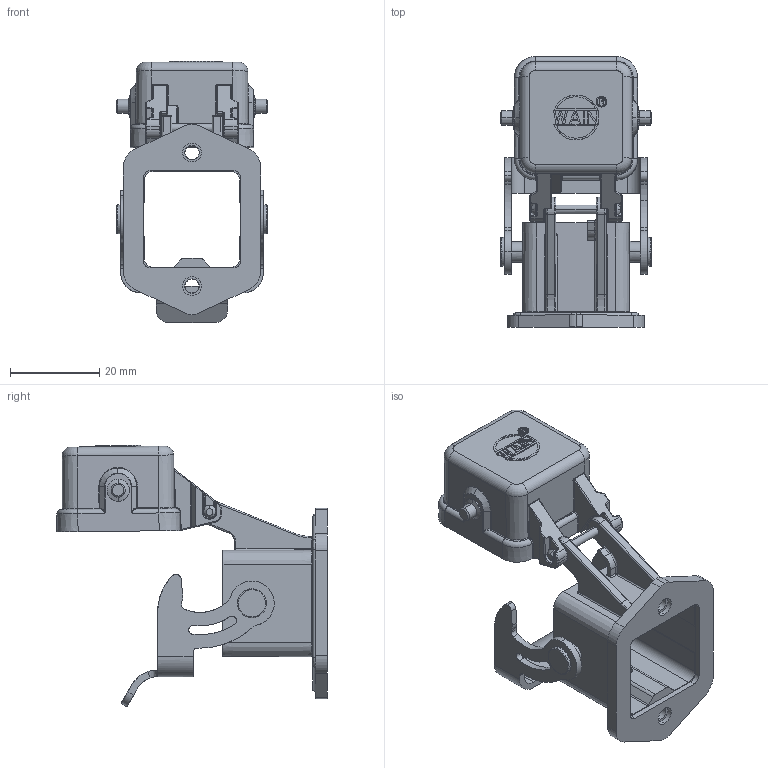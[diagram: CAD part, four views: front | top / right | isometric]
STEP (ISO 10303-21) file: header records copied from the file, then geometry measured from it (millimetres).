
FILE_DESCRIPTION (( 'STEP AP203' ), '1' );
FILE_NAME ('3D_1120033651103_H3A-MBK-1L_S-MMCV_S_S_V1.0.STP', '2017-06-18T06:44:42', ( '微软用户' ), ( '微软中国' ), 'SwSTEP 2.0', 'SolidWorks 2012', '' );
FILE_SCHEMA (( 'CONFIG_CONTROL_DESIGN' ));
Length unit declared in the file: millimetre
Products named in the file (1): 3D_1120033651103_H3A-MBK-1L_S-MMCV_S_S_V1.0
Bounding box: 33.99 x 60.73 x 58.72 mm (x, y, z)
Volume: 10507 mm3; surface area: 14955 mm2
Topology: 1 solids, 1 shells, 834 faces, 2087 edges, 1269 vertices
Faces by surface type: cylinder 346, plane 261, bspline 102, torus 58, cone 46, sphere 21
Entity records: 30993 total; most frequent: CARTESIAN_POINT 12565, ORIENTED_EDGE 4106, DIRECTION 3395, EDGE_CURVE 2053, VERTEX_POINT 1253, AXIS2_PLACEMENT_3D 1208, VECTOR 979, LINE 979
